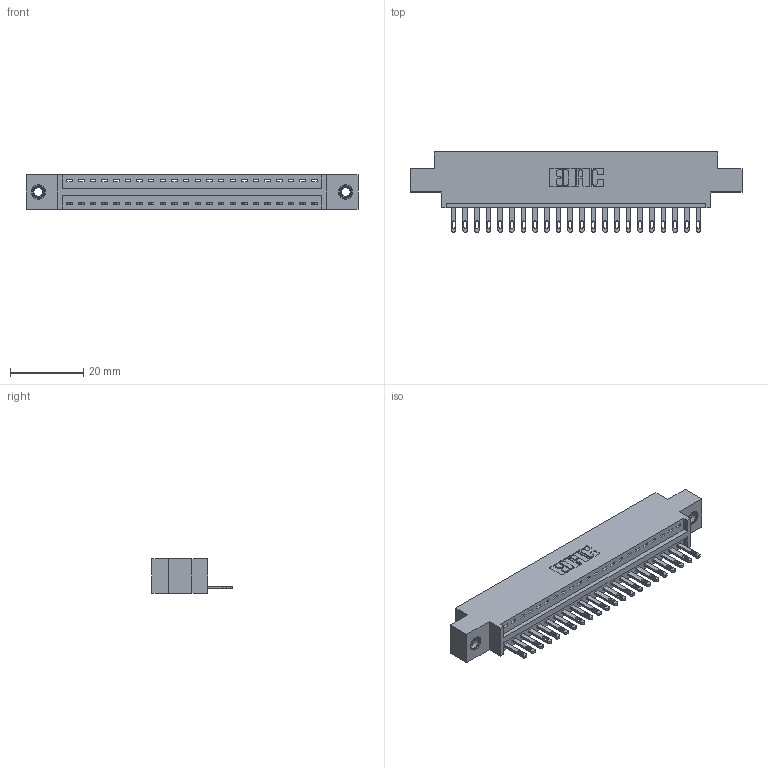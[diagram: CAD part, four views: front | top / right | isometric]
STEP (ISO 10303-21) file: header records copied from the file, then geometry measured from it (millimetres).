
FILE_DESCRIPTION (( 'STEP AP203' ), '1' );
FILE_NAME ('346-022-500-607.STEP', '2018-08-20T23:33:12', ( '' ), ( '' ), 'SwSTEP 2.0', 'SolidWorks 2016', '' );
FILE_SCHEMA (( 'CONFIG_CONTROL_DESIGN' ));
Length unit declared in the file: inch
Products named in the file (4): 345-292-001_345-293-100; 345-250-001_345-250-005-103; 346-022-500-607; 346 Part_0.170 Offset - 0.156 Dia-TI
Assembly tree (25 placements, depth 2):
  346-022-500-607
    346 Part_0.170 Offset - 0.156 Dia-TI
    345-292-001_345-293-100  x22
    345-250-001_345-250-005-103  x2
Bounding box: 90.42 x 21.84 x 9.4 mm (x, y, z)
Volume: 8363.3 mm3; surface area: 10483.4 mm2
Topology: 25 solids, 25 shells, 1374 faces, 4173 edges, 2774 vertices
Faces by surface type: plane 860, cylinder 498, cone 12, torus 4
Entity records: 17594 total; most frequent: CARTESIAN_POINT 3005, ORIENTED_EDGE 2954, DIRECTION 2703, EDGE_CURVE 1477, LINE 1233, VECTOR 1233, VERTEX_POINT 980, AXIS2_PLACEMENT_3D 735
